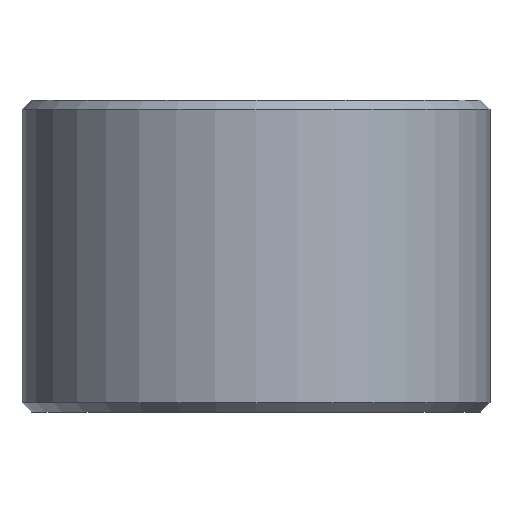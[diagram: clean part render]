
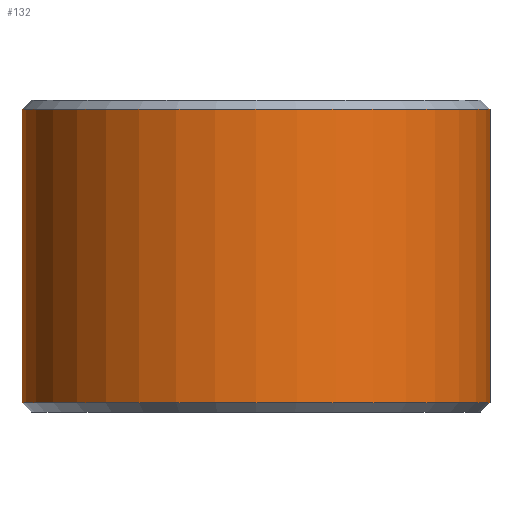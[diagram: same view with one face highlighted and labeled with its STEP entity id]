
A CAD part, front view. The second image highlights one B-rep face of the part: STEP entity #132.
In plain terms, the highlighted cylindrical face has radius 2.25 mm (diameter 4.5 mm), a full revolution.
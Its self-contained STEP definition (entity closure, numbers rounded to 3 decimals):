
#32=FACE_OUTER_BOUND('',#40,.T.);
#40=EDGE_LOOP('',(#116,#117,#118,#119,#120));
#50=LINE('',#250,#56);
#56=VECTOR('',#210,2.25);
#62=CIRCLE('',#159,2.25);
#64=CIRCLE('',#162,2.25);
#65=CIRCLE('',#163,2.25);
#72=VERTEX_POINT('',#236);
#74=VERTEX_POINT('',#242);
#75=VERTEX_POINT('',#243);
#85=EDGE_CURVE('',#72,#72,#62,.T.);
#88=EDGE_CURVE('',#74,#75,#64,.T.);
#89=EDGE_CURVE('',#75,#74,#65,.T.);
#92=EDGE_CURVE('',#74,#72,#50,.T.);
#116=ORIENTED_EDGE('',*,*,#88,.T.);
#117=ORIENTED_EDGE('',*,*,#89,.T.);
#118=ORIENTED_EDGE('',*,*,#92,.T.);
#119=ORIENTED_EDGE('',*,*,#85,.T.);
#120=ORIENTED_EDGE('',*,*,#92,.F.);
#126=CYLINDRICAL_SURFACE('',#165,2.25);
#132=ADVANCED_FACE('',(#32),#126,.T.);
#159=AXIS2_PLACEMENT_3D('',#237,#194,#195);
#162=AXIS2_PLACEMENT_3D('',#244,#201,#202);
#163=AXIS2_PLACEMENT_3D('',#245,#203,#204);
#165=AXIS2_PLACEMENT_3D('',#249,#208,#209);
#194=DIRECTION('center_axis',(0.,0.,1.));
#195=DIRECTION('ref_axis',(1.,0.,0.));
#201=DIRECTION('center_axis',(0.,0.,-1.));
#202=DIRECTION('ref_axis',(1.,0.,0.));
#203=DIRECTION('center_axis',(0.,0.,-1.));
#204=DIRECTION('ref_axis',(1.,0.,0.));
#208=DIRECTION('center_axis',(0.,0.,1.));
#209=DIRECTION('ref_axis',(1.,0.,0.));
#210=DIRECTION('',(0.,0.,-1.));
#236=CARTESIAN_POINT('',(-2.25,0.,-1.41));
#237=CARTESIAN_POINT('Origin',(0.,0.,-1.41));
#242=CARTESIAN_POINT('',(-2.25,0.,1.41));
#243=CARTESIAN_POINT('',(2.25,0.,1.41));
#244=CARTESIAN_POINT('Origin',(0.,0.,1.41));
#245=CARTESIAN_POINT('Origin',(0.,0.,1.41));
#249=CARTESIAN_POINT('Origin',(0.,0.,-1.5));
#250=CARTESIAN_POINT('',(-2.25,0.,-1.5));
